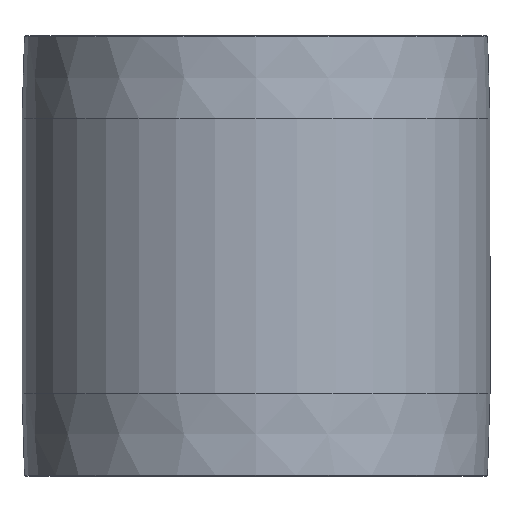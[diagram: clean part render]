
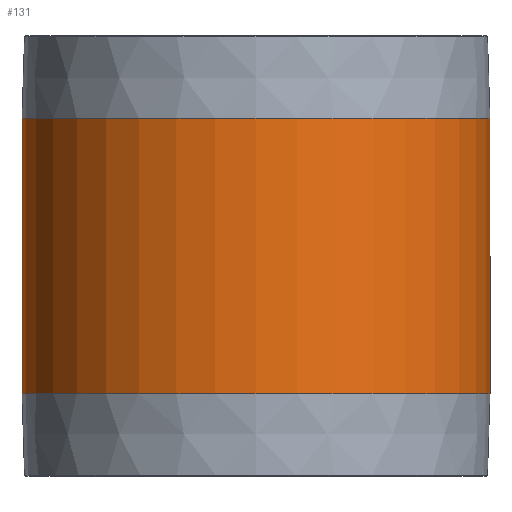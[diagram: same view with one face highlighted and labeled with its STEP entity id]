
A CAD part, front view. The second image highlights one B-rep face of the part: STEP entity #131.
In plain terms, the highlighted cylindrical face has radius 161.925 mm (diameter 323.85 mm), a partial arc.
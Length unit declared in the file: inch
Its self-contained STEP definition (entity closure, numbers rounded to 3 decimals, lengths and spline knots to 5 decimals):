
#11 = CARTESIAN_POINT ( 'NONE',  ( 0., 0., 12. ) ) ;
#13 = FACE_OUTER_BOUND ( 'NONE', #24, .T. ) ;
#24 = EDGE_LOOP ( 'NONE', ( #329, #118, #269, #52 ) ) ;
#27 = VERTEX_POINT ( 'NONE', #552 ) ;
#52 = ORIENTED_EDGE ( 'NONE', *, *, #477, .F. ) ;
#57 = LINE ( 'NONE', #300, #306 ) ;
#69 = CIRCLE ( 'NONE', #369, 6.375 ) ;
#89 = DIRECTION ( 'NONE',  ( 0., 0., -1. ) ) ;
#98 = DIRECTION ( 'NONE',  ( -1., 0., 0. ) ) ;
#101 = EDGE_CURVE ( 'NONE', #528, #27, #57, .T. ) ;
#107 = VERTEX_POINT ( 'NONE', #128 ) ;
#110 = AXIS2_PLACEMENT_3D ( 'NONE', #290, #208, #367 ) ;
#118 = ORIENTED_EDGE ( 'NONE', *, *, #292, .T. ) ;
#119 = CARTESIAN_POINT ( 'NONE',  ( -6.375, 0., 9.75 ) ) ;
#128 = CARTESIAN_POINT ( 'NONE',  ( -6.375, 0., 2.25 ) ) ;
#131 = ADVANCED_FACE ( 'NONE', ( #13 ), #221, .T. ) ;
#154 = LINE ( 'NONE', #536, #354 ) ;
#175 = DIRECTION ( 'NONE',  ( 0., 0., -1. ) ) ;
#193 = CARTESIAN_POINT ( 'NONE',  ( 0., 0., 9.75 ) ) ;
#194 = DIRECTION ( 'NONE',  ( 0., 0., -1. ) ) ;
#208 = DIRECTION ( 'NONE',  ( 0., 0., -1. ) ) ;
#221 = CYLINDRICAL_SURFACE ( 'NONE', #355, 6.375 ) ;
#235 = DIRECTION ( 'NONE',  ( 0., 0., -1. ) ) ;
#269 = ORIENTED_EDGE ( 'NONE', *, *, #394, .T. ) ;
#290 = CARTESIAN_POINT ( 'NONE',  ( 0., 0., 2.25 ) ) ;
#292 = EDGE_CURVE ( 'NONE', #528, #526, #69, .T. ) ;
#300 = CARTESIAN_POINT ( 'NONE',  ( 6.375, 0., 12. ) ) ;
#306 = VECTOR ( 'NONE', #89, 39.37008 ) ;
#329 = ORIENTED_EDGE ( 'NONE', *, *, #101, .F. ) ;
#354 = VECTOR ( 'NONE', #235, 39.37008 ) ;
#355 = AXIS2_PLACEMENT_3D ( 'NONE', #11, #175, #98 ) ;
#367 = DIRECTION ( 'NONE',  ( -1., 0., 0. ) ) ;
#369 = AXIS2_PLACEMENT_3D ( 'NONE', #193, #194, #493 ) ;
#394 = EDGE_CURVE ( 'NONE', #526, #107, #154, .T. ) ;
#477 = EDGE_CURVE ( 'NONE', #27, #107, #521, .T. ) ;
#493 = DIRECTION ( 'NONE',  ( -1., 0., 0. ) ) ;
#503 = CARTESIAN_POINT ( 'NONE',  ( 6.375, 0., 9.75 ) ) ;
#521 = CIRCLE ( 'NONE', #110, 6.375 ) ;
#526 = VERTEX_POINT ( 'NONE', #119 ) ;
#528 = VERTEX_POINT ( 'NONE', #503 ) ;
#536 = CARTESIAN_POINT ( 'NONE',  ( -6.375, 0., 12. ) ) ;
#552 = CARTESIAN_POINT ( 'NONE',  ( 6.375, 0., 2.25 ) ) ;
